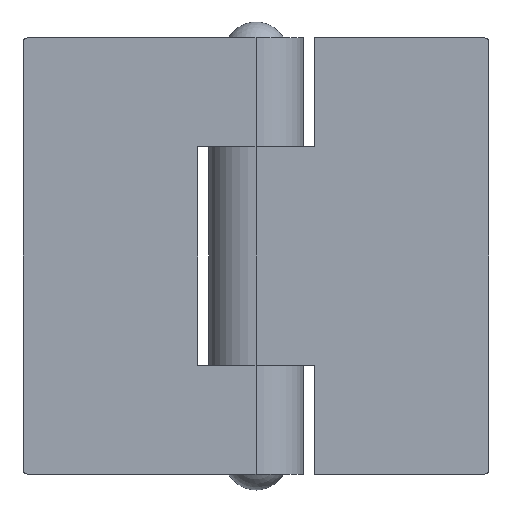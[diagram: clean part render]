
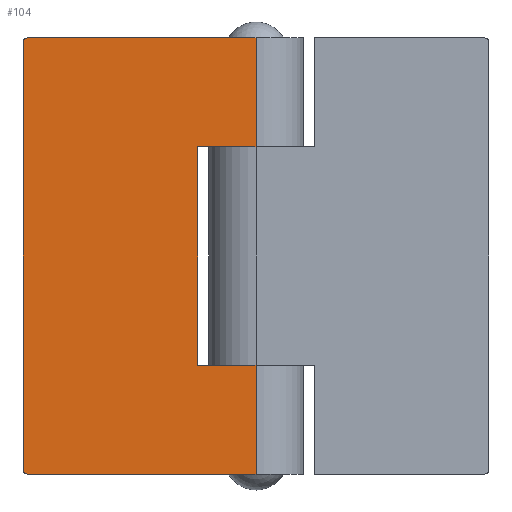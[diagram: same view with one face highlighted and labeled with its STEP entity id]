
A CAD part, front view. The second image highlights one B-rep face of the part: STEP entity #104.
In plain terms, the highlighted planar face has unit normal (0, -1, 0).
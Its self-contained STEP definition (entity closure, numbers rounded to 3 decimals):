
#70 = EDGE_CURVE ( 'NONE', #71, #72, #247, .T. ) ;
#71 = VERTEX_POINT ( 'NONE', #243 ) ;
#72 = VERTEX_POINT ( 'NONE', #242 ) ;
#87 = VERTEX_POINT ( 'NONE', #275 ) ;
#89 = EDGE_CURVE ( 'NONE', #87, #94, #273, .T. ) ;
#94 = VERTEX_POINT ( 'NONE', #327 ) ;
#96 = EDGE_CURVE ( 'NONE', #94, #97, #326, .T. ) ;
#97 = VERTEX_POINT ( 'NONE', #322 ) ;
#104 = ADVANCED_FACE ( 'NONE', ( #306 ), #305, .F. ) ;
#105 = EDGE_LOOP ( 'NONE', ( #1769, #1767, #1765, #1764, #1763, #1757, #1758, #1761, #1783, #1781 ) ) ;
#120 = VERTEX_POINT ( 'NONE', #346 ) ;
#122 = EDGE_CURVE ( 'NONE', #120, #72, #345, .T. ) ;
#242 = CARTESIAN_POINT ( 'NONE',  ( 0., -3.25, -15. ) ) ;
#243 = CARTESIAN_POINT ( 'NONE',  ( -15.75, -3.25, -15. ) ) ;
#244 = DIRECTION ( 'NONE',  ( 1., 0., 0. ) ) ;
#245 = VECTOR ( 'NONE', #244, 1000. ) ;
#246 = CARTESIAN_POINT ( 'NONE',  ( 0., -3.25, -15. ) ) ;
#247 = LINE ( 'NONE', #246, #245 ) ;
#270 = DIRECTION ( 'NONE',  ( 1., 0., 0. ) ) ;
#271 = VECTOR ( 'NONE', #270, 1000. ) ;
#272 = CARTESIAN_POINT ( 'NONE',  ( 0., -3.25, 15. ) ) ;
#273 = LINE ( 'NONE', #272, #271 ) ;
#275 = CARTESIAN_POINT ( 'NONE',  ( -15.75, -3.25, 15. ) ) ;
#301 = DIRECTION ( 'NONE',  ( -1., 0., 0. ) ) ;
#302 = DIRECTION ( 'NONE',  ( 0., 1., 0. ) ) ;
#303 = CARTESIAN_POINT ( 'NONE',  ( 0., -3.25, 15. ) ) ;
#304 = AXIS2_PLACEMENT_3D ( 'NONE', #303, #302, #301 ) ;
#305 = PLANE ( 'NONE',  #304 ) ;
#306 = FACE_OUTER_BOUND ( 'NONE', #105, .T. ) ;
#322 = CARTESIAN_POINT ( 'NONE',  ( 0., -3.25, 7.5 ) ) ;
#323 = DIRECTION ( 'NONE',  ( 0., 0., -1. ) ) ;
#324 = VECTOR ( 'NONE', #323, 1000. ) ;
#325 = CARTESIAN_POINT ( 'NONE',  ( 0., -3.25, 15. ) ) ;
#326 = LINE ( 'NONE', #325, #324 ) ;
#327 = CARTESIAN_POINT ( 'NONE',  ( 0., -3.25, 15. ) ) ;
#342 = DIRECTION ( 'NONE',  ( 0., 0., -1. ) ) ;
#343 = VECTOR ( 'NONE', #342, 1000. ) ;
#344 = CARTESIAN_POINT ( 'NONE',  ( 0., -3.25, 15. ) ) ;
#345 = LINE ( 'NONE', #344, #343 ) ;
#346 = CARTESIAN_POINT ( 'NONE',  ( 0., -3.25, -7.5 ) ) ;
#907 = DIRECTION ( 'NONE',  ( -1., 0., 0. ) ) ;
#908 = VECTOR ( 'NONE', #907, 1000. ) ;
#909 = CARTESIAN_POINT ( 'NONE',  ( 0., -3.25, -7.5 ) ) ;
#910 = LINE ( 'NONE', #909, #908 ) ;
#911 = CARTESIAN_POINT ( 'NONE',  ( -4., -3.25, -7.5 ) ) ;
#923 = DIRECTION ( 'NONE',  ( 0., 0., -1. ) ) ;
#924 = VECTOR ( 'NONE', #923, 1000. ) ;
#925 = CARTESIAN_POINT ( 'NONE',  ( -16., -3.25, 15. ) ) ;
#926 = LINE ( 'NONE', #925, #924 ) ;
#931 = CARTESIAN_POINT ( 'NONE',  ( -16., -3.25, -14.75 ) ) ;
#932 = CARTESIAN_POINT ( 'NONE',  ( -16., -3.25, 14.75 ) ) ;
#939 = DIRECTION ( 'NONE',  ( 0., 0., 1. ) ) ;
#940 = VECTOR ( 'NONE', #939, 1000. ) ;
#941 = CARTESIAN_POINT ( 'NONE',  ( -4., -3.25, 15. ) ) ;
#942 = LINE ( 'NONE', #941, #940 ) ;
#943 = DIRECTION ( 'NONE',  ( 1., 0., 0. ) ) ;
#944 = VECTOR ( 'NONE', #943, 1000. ) ;
#945 = CARTESIAN_POINT ( 'NONE',  ( 0., -3.25, 7.5 ) ) ;
#946 = LINE ( 'NONE', #945, #944 ) ;
#947 = CARTESIAN_POINT ( 'NONE',  ( -4., -3.25, 7.5 ) ) ;
#959 = DIRECTION ( 'NONE',  ( -1., 0., 0. ) ) ;
#960 = DIRECTION ( 'NONE',  ( 0., -1., 0. ) ) ;
#961 = CARTESIAN_POINT ( 'NONE',  ( -15.75, -3.25, 14.75 ) ) ;
#962 = AXIS2_PLACEMENT_3D ( 'NONE', #961, #960, #959 ) ;
#963 = CIRCLE ( 'NONE', #962, 0.25 ) ;
#964 = DIRECTION ( 'NONE',  ( -1., 0., 0. ) ) ;
#965 = DIRECTION ( 'NONE',  ( 0., -1., 0. ) ) ;
#966 = CARTESIAN_POINT ( 'NONE',  ( -15.75, -3.25, -14.75 ) ) ;
#967 = AXIS2_PLACEMENT_3D ( 'NONE', #966, #965, #964 ) ;
#968 = CIRCLE ( 'NONE', #967, 0.25 ) ;
#1748 = VERTEX_POINT ( 'NONE', #932 ) ;
#1749 = VERTEX_POINT ( 'NONE', #931 ) ;
#1752 = EDGE_CURVE ( 'NONE', #1748, #1749, #926, .T. ) ;
#1757 = ORIENTED_EDGE ( 'NONE', *, *, #122, .F. ) ;
#1758 = ORIENTED_EDGE ( 'NONE', *, *, #1760, .T. ) ;
#1759 = VERTEX_POINT ( 'NONE', #911 ) ;
#1760 = EDGE_CURVE ( 'NONE', #120, #1759, #910, .T. ) ;
#1761 = ORIENTED_EDGE ( 'NONE', *, *, #1784, .T. ) ;
#1762 = EDGE_CURVE ( 'NONE', #1749, #71, #968, .T. ) ;
#1763 = ORIENTED_EDGE ( 'NONE', *, *, #70, .T. ) ;
#1764 = ORIENTED_EDGE ( 'NONE', *, *, #1762, .T. ) ;
#1765 = ORIENTED_EDGE ( 'NONE', *, *, #1752, .T. ) ;
#1766 = EDGE_CURVE ( 'NONE', #87, #1748, #963, .T. ) ;
#1767 = ORIENTED_EDGE ( 'NONE', *, *, #1766, .T. ) ;
#1769 = ORIENTED_EDGE ( 'NONE', *, *, #89, .F. ) ;
#1779 = VERTEX_POINT ( 'NONE', #947 ) ;
#1780 = EDGE_CURVE ( 'NONE', #1779, #97, #946, .T. ) ;
#1781 = ORIENTED_EDGE ( 'NONE', *, *, #96, .F. ) ;
#1783 = ORIENTED_EDGE ( 'NONE', *, *, #1780, .T. ) ;
#1784 = EDGE_CURVE ( 'NONE', #1759, #1779, #942, .T. ) ;
